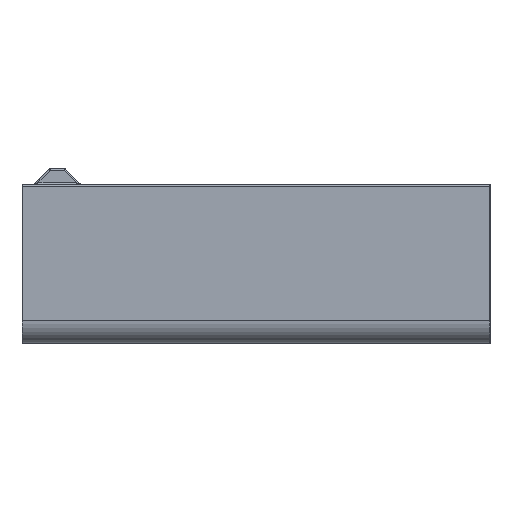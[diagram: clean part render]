
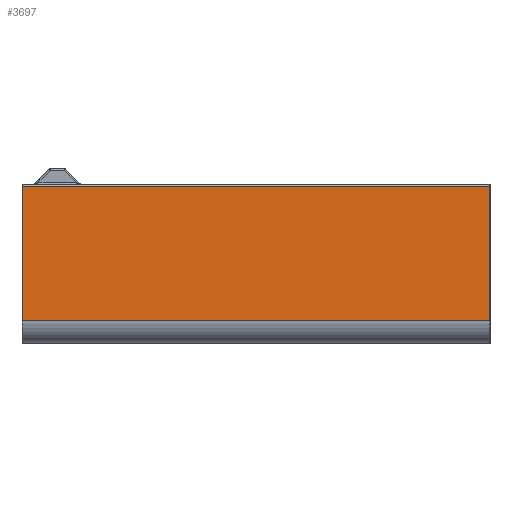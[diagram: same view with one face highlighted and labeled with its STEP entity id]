
A CAD part, left-side view. The second image highlights one B-rep face of the part: STEP entity #3697.
In plain terms, the highlighted planar face has unit normal (-1, 0, 0).
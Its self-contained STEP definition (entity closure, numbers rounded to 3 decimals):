
#72 = LINE ( 'NONE', #2945, #8510 ) ;
#78 = EDGE_CURVE ( 'NONE', #8767, #3451, #6707, .T. ) ;
#207 = ORIENTED_EDGE ( 'NONE', *, *, #2358, .T. ) ;
#457 = DIRECTION ( 'NONE',  ( 0., 0., -1. ) ) ;
#560 = CARTESIAN_POINT ( 'NONE',  ( 0., -202., 10. ) ) ;
#894 = VECTOR ( 'NONE', #7010, 1000. ) ;
#1042 = FACE_OUTER_BOUND ( 'NONE', #1166, .T. ) ;
#1090 = DIRECTION ( 'NONE',  ( 0., 0., 1. ) ) ;
#1166 = EDGE_LOOP ( 'NONE', ( #7090, #207, #5042, #5641 ) ) ;
#1478 = EDGE_CURVE ( 'NONE', #7148, #5253, #3069, .T. ) ;
#1637 = CARTESIAN_POINT ( 'NONE',  ( 0., 4., 10. ) ) ;
#1673 = CARTESIAN_POINT ( 'NONE',  ( 0., 4., 0. ) ) ;
#1729 = LINE ( 'NONE', #1637, #894 ) ;
#1815 = CARTESIAN_POINT ( 'NONE',  ( 0., 4., 10. ) ) ;
#2358 = EDGE_CURVE ( 'NONE', #7148, #3451, #72, .T. ) ;
#2945 = CARTESIAN_POINT ( 'NONE',  ( 0., 4., 69. ) ) ;
#3069 = LINE ( 'NONE', #6543, #7190 ) ;
#3451 = VERTEX_POINT ( 'NONE', #7397 ) ;
#3697 = ADVANCED_FACE ( 'NONE', ( #1042 ), #3827, .F. ) ;
#3827 = PLANE ( 'NONE',  #6776 ) ;
#4475 = DIRECTION ( 'NONE',  ( 1., 0., 0. ) ) ;
#5042 = ORIENTED_EDGE ( 'NONE', *, *, #78, .F. ) ;
#5253 = VERTEX_POINT ( 'NONE', #560 ) ;
#5641 = ORIENTED_EDGE ( 'NONE', *, *, #8718, .T. ) ;
#5805 = CARTESIAN_POINT ( 'NONE',  ( 0., -202., 69. ) ) ;
#6028 = CARTESIAN_POINT ( 'NONE',  ( 0., 4., 0. ) ) ;
#6514 = DIRECTION ( 'NONE',  ( 0., 1., 0. ) ) ;
#6543 = CARTESIAN_POINT ( 'NONE',  ( 0., -202., 70. ) ) ;
#6661 = VECTOR ( 'NONE', #1090, 1000. ) ;
#6707 = LINE ( 'NONE', #6028, #6661 ) ;
#6776 = AXIS2_PLACEMENT_3D ( 'NONE', #1673, #4475, #7981 ) ;
#7010 = DIRECTION ( 'NONE',  ( 0., -1., 0. ) ) ;
#7090 = ORIENTED_EDGE ( 'NONE', *, *, #1478, .F. ) ;
#7148 = VERTEX_POINT ( 'NONE', #5805 ) ;
#7190 = VECTOR ( 'NONE', #457, 1000. ) ;
#7397 = CARTESIAN_POINT ( 'NONE',  ( 0., 4., 69. ) ) ;
#7981 = DIRECTION ( 'NONE',  ( 0., 0., -1. ) ) ;
#8510 = VECTOR ( 'NONE', #6514, 1000. ) ;
#8718 = EDGE_CURVE ( 'NONE', #8767, #5253, #1729, .T. ) ;
#8767 = VERTEX_POINT ( 'NONE', #1815 ) ;
